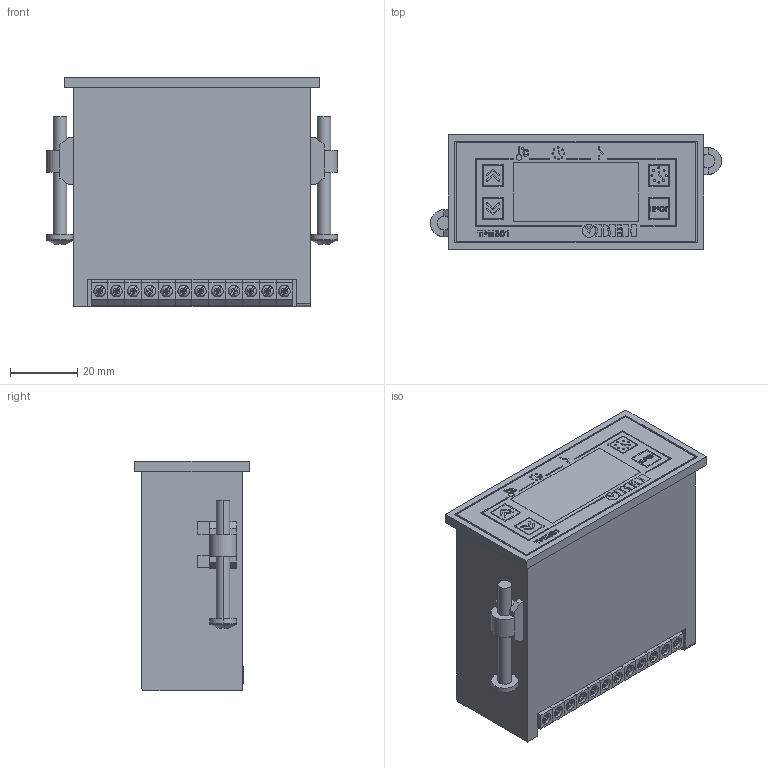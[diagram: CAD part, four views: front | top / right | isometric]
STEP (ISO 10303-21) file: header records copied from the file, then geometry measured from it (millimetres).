
FILE_DESCRIPTION (( 'STEP AP214' ), '1' );
FILE_NAME ('3D ìîäåëü ÒÐÌ501-Ù3.STEP', '2017-04-07T10:00:12', ( 'adm' ), ( 'MICROSOFT' ), 'SwSTEP 2.0', 'SolidWorks 2011', '' );
FILE_SCHEMA (( 'AUTOMOTIVE_DESIGN' ));
Length unit declared in the file: millimetre
Products named in the file (6): 3D ìîäåëü ÒÐÌ501-Ù3; 妈眚 󊅛5_B18.6.7M - M4 x 0.7 x 40 Type I Cross Recessed PHMS --40N; 婰膲僗闉 捑; 抔樦憵 DG126; TRM501_001F04M; Êîðïóñ Ù3-2
Assembly tree (18 placements, depth 2):
  3D ìîäåëü ÒÐÌ501-Ù3
    Êîðïóñ Ù3-2
    TRM501_001F04M
    抔樦憵 DG126  x12
    婰膲僗闉 捑  x2
    妈眚 󊅛5_B18.6.7M - M4 x 0.7 x 40 Type I Cross Recessed PHMS --40N  x2
Bounding box: 86.55 x 34 x 68.3 mm (x, y, z)
Volume: 22766.7 mm3; surface area: 50706.3 mm2
Topology: 18 solids, 18 shells, 1525 faces, 4043 edges, 2656 vertices
Faces by surface type: plane 1140, bspline 153, cylinder 112, cone 84, torus 36
Entity records: 26751 total; most frequent: CARTESIAN_POINT 5548, ORIENTED_EDGE 3378, DIRECTION 2477, EDGE_CURVE 1689, VECTOR 1307, LINE 1307, VERTEX_POINT 1114, EDGE_LOOP 741
